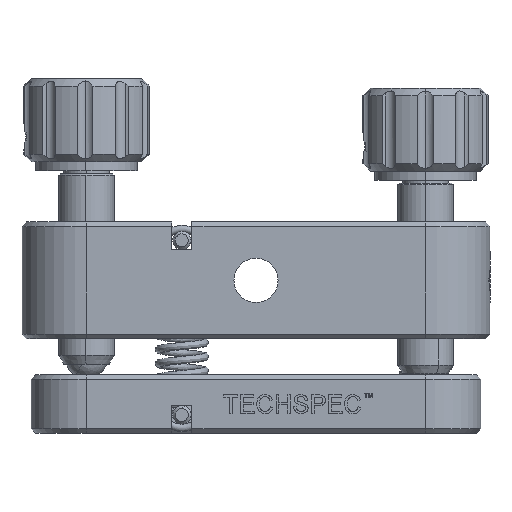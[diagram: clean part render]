
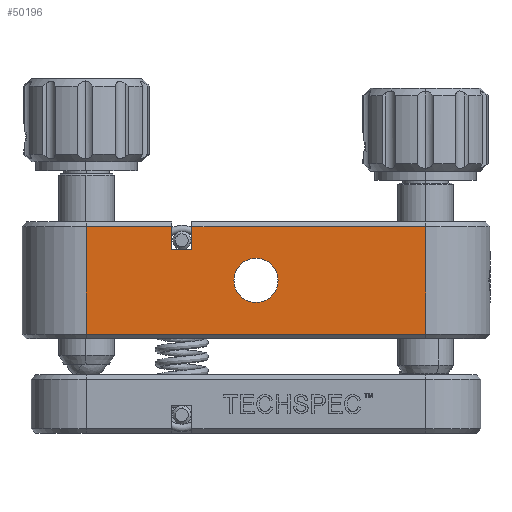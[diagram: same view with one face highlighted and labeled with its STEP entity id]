
A CAD part, left-side view. The second image highlights one B-rep face of the part: STEP entity #50196.
In plain terms, the highlighted planar face has unit normal (-1, 0, 0).
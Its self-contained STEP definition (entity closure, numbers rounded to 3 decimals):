
#1497 = CARTESIAN_POINT ( 'NONE',  ( -24.637, 30.727, 17.833 ) ) ;
#1499 = DIRECTION ( 'NONE',  ( 0., 0., 1. ) ) ;
#1501 = VECTOR ( 'NONE', #1499, 1000. ) ;
#1503 = CARTESIAN_POINT ( 'NONE',  ( -24.637, 30.727, 17.333 ) ) ;
#1504 = LINE ( 'NONE', #1503, #1501 ) ;
#1602 = CARTESIAN_POINT ( 'NONE',  ( -24.637, -6.073, 29.533 ) ) ;
#1604 = CARTESIAN_POINT ( 'NONE',  ( -24.637, -6.073, 17.833 ) ) ;
#1606 = DIRECTION ( 'NONE',  ( 0., 0., 1. ) ) ;
#1608 = VECTOR ( 'NONE', #1606, 1000. ) ;
#1610 = CARTESIAN_POINT ( 'NONE',  ( -24.637, -6.073, 17.333 ) ) ;
#1621 = LINE ( 'NONE', #1610, #1608 ) ;
#1638 = CARTESIAN_POINT ( 'NONE',  ( -24.637, 30.727, 29.533 ) ) ;
#1727 = DIRECTION ( 'NONE',  ( 0., 1., 0. ) ) ;
#1729 = VECTOR ( 'NONE', #1727, 1000. ) ;
#1730 = CARTESIAN_POINT ( 'NONE',  ( -24.637, 30.727, 29.533 ) ) ;
#1732 = LINE ( 'NONE', #1730, #1729 ) ;
#1784 = CARTESIAN_POINT ( 'NONE',  ( -24.637, -61.657, 17.833 ) ) ;
#1786 = LINE ( 'NONE', #1784, #1924 ) ;
#1856 = DIRECTION ( 'NONE',  ( 1., 0., 0. ) ) ;
#1857 = CARTESIAN_POINT ( 'NONE',  ( -24.637, -61.657, 17.333 ) ) ;
#1858 = AXIS2_PLACEMENT_3D ( 'NONE', #1857, #1856, #1998 ) ;
#1859 = PLANE ( 'NONE',  #1858 ) ;
#1864 = FACE_OUTER_BOUND ( 'NONE', #50052, .T. ) ;
#1866 = FACE_BOUND ( 'NONE', #50198, .T. ) ;
#1878 = CARTESIAN_POINT ( 'NONE',  ( -24.637, 21.477, 29.533 ) ) ;
#1879 = DIRECTION ( 'NONE',  ( 0., 0., 1. ) ) ;
#1881 = VECTOR ( 'NONE', #1879, 1000. ) ;
#1883 = CARTESIAN_POINT ( 'NONE',  ( -24.637, 21.477, 27.033 ) ) ;
#1884 = LINE ( 'NONE', #1883, #1881 ) ;
#1889 = CARTESIAN_POINT ( 'NONE',  ( -24.637, 21.477, 27.033 ) ) ;
#1891 = DIRECTION ( 'NONE',  ( 0., -1., 0. ) ) ;
#1893 = VECTOR ( 'NONE', #1891, 1000. ) ;
#1894 = CARTESIAN_POINT ( 'NONE',  ( -24.637, 21.477, 27.033 ) ) ;
#1895 = LINE ( 'NONE', #1894, #1893 ) ;
#1899 = CARTESIAN_POINT ( 'NONE',  ( -24.637, 19.277, 27.033 ) ) ;
#1902 = DIRECTION ( 'NONE',  ( 0., 0., 1. ) ) ;
#1903 = VECTOR ( 'NONE', #1902, 1000. ) ;
#1905 = CARTESIAN_POINT ( 'NONE',  ( -24.637, 19.277, 27.033 ) ) ;
#1907 = LINE ( 'NONE', #1905, #1903 ) ;
#1911 = CARTESIAN_POINT ( 'NONE',  ( -24.637, 19.277, 29.533 ) ) ;
#1912 = DIRECTION ( 'NONE',  ( 0., 1., 0. ) ) ;
#1914 = VECTOR ( 'NONE', #1912, 1000. ) ;
#1916 = CARTESIAN_POINT ( 'NONE',  ( -24.637, 19.277, 29.533 ) ) ;
#1918 = LINE ( 'NONE', #1916, #1914 ) ;
#1922 = DIRECTION ( 'NONE',  ( 0., -1., 0. ) ) ;
#1924 = VECTOR ( 'NONE', #1922, 1000. ) ;
#1986 = DIRECTION ( 'NONE',  ( 0., 1., 0. ) ) ;
#1988 = DIRECTION ( 'NONE',  ( 1., 0., 0. ) ) ;
#1989 = CARTESIAN_POINT ( 'NONE',  ( -24.637, 12.327, 23.683 ) ) ;
#1991 = AXIS2_PLACEMENT_3D ( 'NONE', #1989, #1988, #1986 ) ;
#1993 = CIRCLE ( 'NONE', #1991, 2.4 ) ;
#1998 = DIRECTION ( 'NONE',  ( 0., 0., -1. ) ) ;
#49190 = EDGE_CURVE ( 'NONE', #49191, #49194, #58089, .T. ) ;
#49191 = VERTEX_POINT ( 'NONE', #58080 ) ;
#49194 = VERTEX_POINT ( 'NONE', #58078 ) ;
#49401 = ORIENTED_EDGE ( 'NONE', *, *, #50163, .T. ) ;
#50052 = EDGE_LOOP ( 'NONE', ( #50054, #49401, #50165, #50167, #50173, #50180, #50185, #50137 ) ) ;
#50054 = ORIENTED_EDGE ( 'NONE', *, *, #50056, .F. ) ;
#50056 = EDGE_CURVE ( 'NONE', #50058, #50060, #1504, .T. ) ;
#50058 = VERTEX_POINT ( 'NONE', #1497 ) ;
#50060 = VERTEX_POINT ( 'NONE', #1638 ) ;
#50072 = EDGE_CURVE ( 'NONE', #50074, #50076, #1621, .T. ) ;
#50074 = VERTEX_POINT ( 'NONE', #1604 ) ;
#50076 = VERTEX_POINT ( 'NONE', #1602 ) ;
#50137 = ORIENTED_EDGE ( 'NONE', *, *, #50140, .T. ) ;
#50140 = EDGE_CURVE ( 'NONE', #50190, #50060, #1732, .T. ) ;
#50163 = EDGE_CURVE ( 'NONE', #50058, #50074, #1786, .T. ) ;
#50165 = ORIENTED_EDGE ( 'NONE', *, *, #50072, .T. ) ;
#50167 = ORIENTED_EDGE ( 'NONE', *, *, #50169, .T. ) ;
#50169 = EDGE_CURVE ( 'NONE', #50076, #50171, #1918, .T. ) ;
#50171 = VERTEX_POINT ( 'NONE', #1911 ) ;
#50173 = ORIENTED_EDGE ( 'NONE', *, *, #50175, .F. ) ;
#50175 = EDGE_CURVE ( 'NONE', #50178, #50171, #1907, .T. ) ;
#50178 = VERTEX_POINT ( 'NONE', #1899 ) ;
#50180 = ORIENTED_EDGE ( 'NONE', *, *, #50182, .F. ) ;
#50182 = EDGE_CURVE ( 'NONE', #50184, #50178, #1895, .T. ) ;
#50184 = VERTEX_POINT ( 'NONE', #1889 ) ;
#50185 = ORIENTED_EDGE ( 'NONE', *, *, #50188, .T. ) ;
#50188 = EDGE_CURVE ( 'NONE', #50184, #50190, #1884, .T. ) ;
#50190 = VERTEX_POINT ( 'NONE', #1878 ) ;
#50196 = ADVANCED_FACE ( 'NONE', ( #1866, #1864 ), #1859, .F. ) ;
#50198 = EDGE_LOOP ( 'NONE', ( #50200, #50203 ) ) ;
#50200 = ORIENTED_EDGE ( 'NONE', *, *, #50202, .T. ) ;
#50202 = EDGE_CURVE ( 'NONE', #49194, #49191, #1993, .T. ) ;
#50203 = ORIENTED_EDGE ( 'NONE', *, *, #49190, .T. ) ;
#58078 = CARTESIAN_POINT ( 'NONE',  ( -24.637, 14.727, 23.683 ) ) ;
#58080 = CARTESIAN_POINT ( 'NONE',  ( -24.637, 9.927, 23.683 ) ) ;
#58081 = DIRECTION ( 'NONE',  ( 0., 1., 0. ) ) ;
#58083 = DIRECTION ( 'NONE',  ( 1., 0., 0. ) ) ;
#58085 = CARTESIAN_POINT ( 'NONE',  ( -24.637, 12.327, 23.683 ) ) ;
#58087 = AXIS2_PLACEMENT_3D ( 'NONE', #58085, #58083, #58081 ) ;
#58089 = CIRCLE ( 'NONE', #58087, 2.4 ) ;
